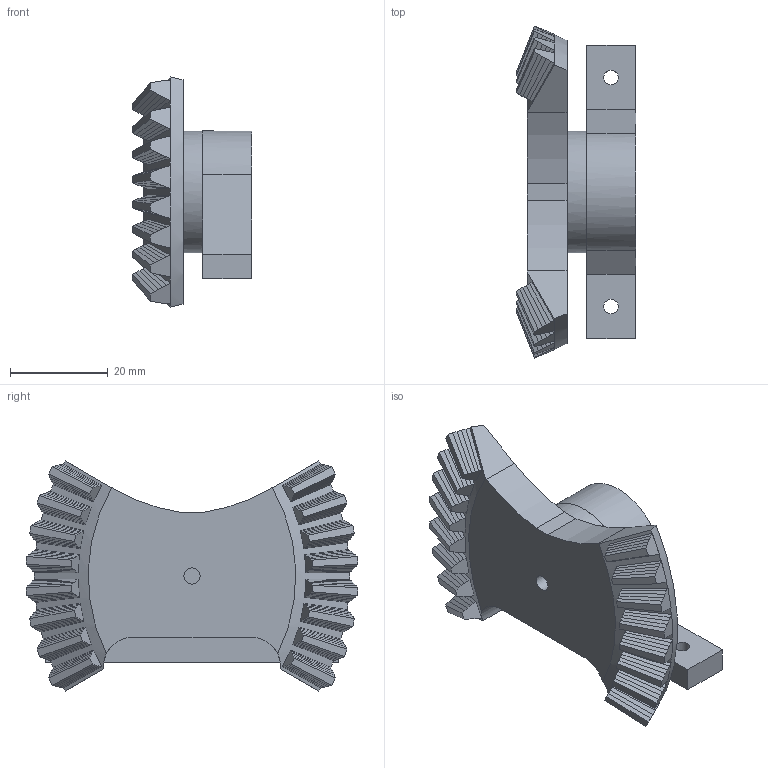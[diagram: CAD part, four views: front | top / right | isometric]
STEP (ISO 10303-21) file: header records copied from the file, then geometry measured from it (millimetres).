
FILE_DESCRIPTION(/* description */ (''),/* implementation_level */ '2;1');
FILE_NAME(/* name */ 'Differential_mount.step',/* time_stamp */ '2024-07-02T21:19:06+02:00',/* author */ (''),/* organization */ (''),/* preprocessor_version */ 'ST-DEVELOPER v20',/* originating_system */ 'Autodesk Translation Framework v13.14.0.145',/* authorisation */ '');
FILE_SCHEMA (('AUTOMOTIVE_DESIGN { 1 0 10303 214 3 1 1 }'));
Length unit declared in the file: millimetre
Products named in the file (2): Differential_mount; Large_bevel_gear
Assembly tree (1 placements, depth 2):
  Differential_mount
    Large_bevel_gear
Bounding box: 24.34 x 67.82 x 47 mm (x, y, z)
Volume: 26679.1 mm3; surface area: 10646.4 mm2
Topology: 2 solids, 2 shells, 283 faces, 812 edges, 536 vertices
Faces by surface type: plane 268, cylinder 10, cone 5
Full cylindrical faces by diameter (mm): 3 x2, 3.3 x2, 24.881 x1
Entity records: 9184 total; most frequent: CARTESIAN_POINT 1680, ORIENTED_EDGE 1624, DIRECTION 1442, EDGE_CURVE 812, LINE 714, VECTOR 714, VERTEX_POINT 536, AXIS2_PLACEMENT_3D 364
